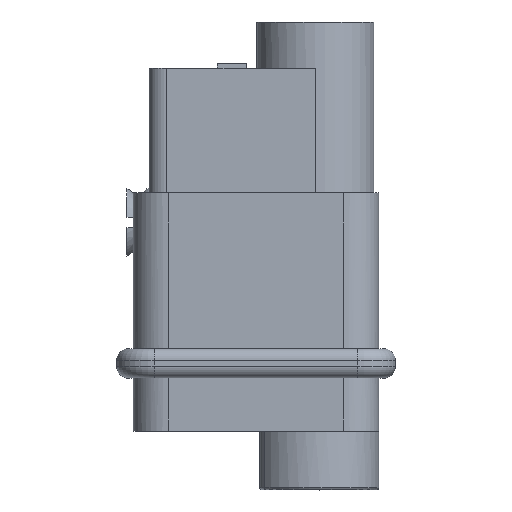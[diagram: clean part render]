
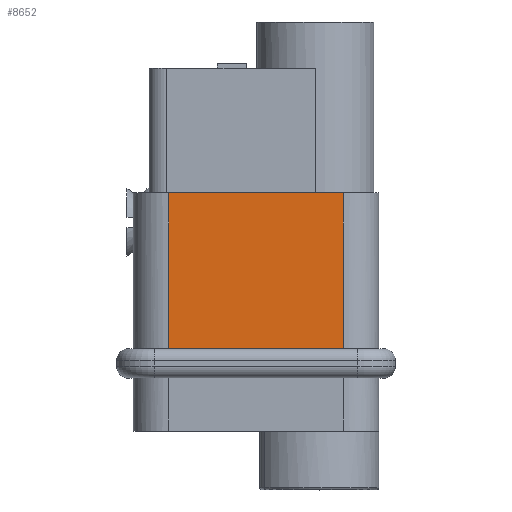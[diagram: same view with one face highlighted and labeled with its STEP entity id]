
A CAD part, top view. The second image highlights one B-rep face of the part: STEP entity #8652.
In plain terms, the highlighted planar face has unit normal (0, 0, 1).
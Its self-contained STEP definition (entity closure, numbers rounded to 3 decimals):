
#516=DIRECTION('',(1.,0.,0.));
#517=VECTOR('',#516,14.95);
#518=CARTESIAN_POINT('',(-7.475,7.05,10.475));
#519=LINE('',#518,#517);
#520=DIRECTION('',(0.,-1.,0.));
#521=VECTOR('',#520,13.3);
#522=CARTESIAN_POINT('',(-7.475,20.35,10.475));
#523=LINE('',#522,#521);
#524=DIRECTION('',(0.,-1.,0.));
#525=VECTOR('',#524,13.3);
#526=CARTESIAN_POINT('',(7.475,20.35,10.475));
#527=LINE('',#526,#525);
#3672=DIRECTION('',(1.,0.,0.));
#3673=VECTOR('',#3672,14.95);
#3674=CARTESIAN_POINT('',(-7.475,20.35,10.475));
#3675=LINE('',#3674,#3673);
#6763=CARTESIAN_POINT('',(7.475,20.35,10.475));
#6765=VERTEX_POINT('',#6763);
#6769=CARTESIAN_POINT('',(-7.475,20.35,10.475));
#6770=VERTEX_POINT('',#6769);
#7516=CARTESIAN_POINT('',(-7.475,7.05,10.475));
#7517=CARTESIAN_POINT('',(7.475,7.05,10.475));
#7518=VERTEX_POINT('',#7516);
#7519=VERTEX_POINT('',#7517);
#8639=CARTESIAN_POINT('',(-10.475,0.,10.475));
#8640=DIRECTION('',(0.,0.,1.));
#8641=DIRECTION('',(1.,0.,0.));
#8642=AXIS2_PLACEMENT_3D('',#8639,#8640,#8641);
#8643=PLANE('',#8642);
#8644=ORIENTED_EDGE('',*,*,#8054,.F.);
#8645=ORIENTED_EDGE('',*,*,#8618,.F.);
#8647=ORIENTED_EDGE('',*,*,#8646,.T.);
#8649=ORIENTED_EDGE('',*,*,#8648,.T.);
#8650=EDGE_LOOP('',(#8644,#8645,#8647,#8649));
#8651=FACE_OUTER_BOUND('',#8650,.F.);
#8652=ADVANCED_FACE('',(#8651),#8643,.T.);
#8054=EDGE_CURVE('',#7518,#7519,#519,.T.);
#8618=EDGE_CURVE('',#6770,#7518,#523,.T.);
#8646=EDGE_CURVE('',#6770,#6765,#3675,.T.);
#8648=EDGE_CURVE('',#6765,#7519,#527,.T.);
